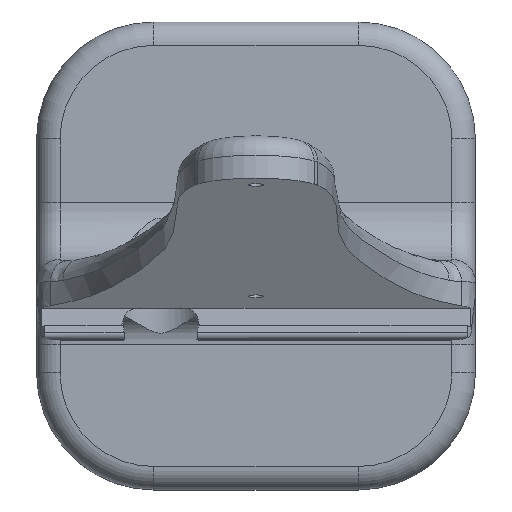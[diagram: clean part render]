
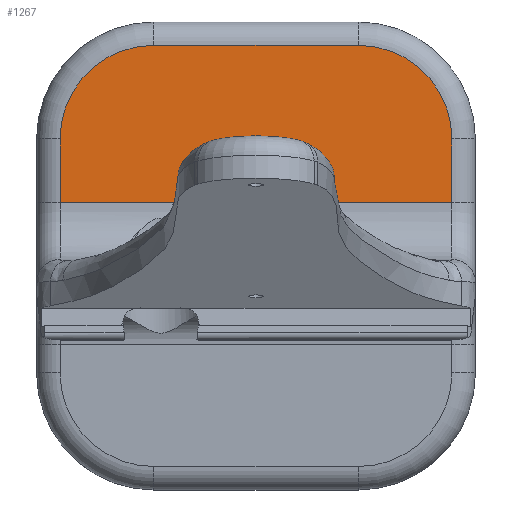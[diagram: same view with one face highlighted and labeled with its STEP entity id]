
A CAD part, top view. The second image highlights one B-rep face of the part: STEP entity #1267.
In plain terms, the highlighted planar face has unit normal (0, 0, 1).
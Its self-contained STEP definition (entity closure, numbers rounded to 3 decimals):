
#43=PLANE('',#1409);
#83=LINE('',#2559,#138);
#85=LINE('',#2571,#140);
#87=LINE('',#2583,#142);
#98=LINE('',#3091,#153);
#138=VECTOR('',#1502,10.);
#140=VECTOR('',#1516,10.);
#142=VECTOR('',#1530,10.);
#153=VECTOR('',#1591,10.);
#277=FACE_OUTER_BOUND('',#359,.T.);
#359=EDGE_LOOP('',(#1149,#1150,#1151,#1152,#1153,#1154));
#380=CIRCLE('',#1326,16.);
#384=CIRCLE('',#1332,16.);
#541=VERTEX_POINT('',#2549);
#543=VERTEX_POINT('',#2555);
#545=VERTEX_POINT('',#2561);
#547=VERTEX_POINT('',#2567);
#549=VERTEX_POINT('',#2573);
#551=VERTEX_POINT('',#2579);
#679=EDGE_CURVE('',#541,#543,#83,.T.);
#682=EDGE_CURVE('',#543,#545,#380,.T.);
#685=EDGE_CURVE('',#545,#547,#85,.T.);
#688=EDGE_CURVE('',#547,#549,#384,.T.);
#691=EDGE_CURVE('',#549,#551,#87,.T.);
#733=EDGE_CURVE('',#551,#541,#98,.T.);
#1149=ORIENTED_EDGE('',*,*,#679,.F.);
#1150=ORIENTED_EDGE('',*,*,#733,.F.);
#1151=ORIENTED_EDGE('',*,*,#691,.F.);
#1152=ORIENTED_EDGE('',*,*,#688,.F.);
#1153=ORIENTED_EDGE('',*,*,#685,.F.);
#1154=ORIENTED_EDGE('',*,*,#682,.F.);
#1267=ADVANCED_FACE('',(#277),#43,.T.);
#1326=AXIS2_PLACEMENT_3D('',#2565,#1509,#1510);
#1332=AXIS2_PLACEMENT_3D('',#2577,#1523,#1524);
#1409=AXIS2_PLACEMENT_3D('',#3354,#1715,#1716);
#1502=DIRECTION('',(0.,1.,0.));
#1509=DIRECTION('center_axis',(0.,0.,-1.));
#1510=DIRECTION('ref_axis',(-0.707,0.707,0.));
#1516=DIRECTION('',(1.,0.,0.));
#1523=DIRECTION('center_axis',(0.,0.,-1.));
#1524=DIRECTION('ref_axis',(0.707,0.707,0.));
#1530=DIRECTION('',(0.,-1.,0.));
#1591=DIRECTION('',(-1.,0.,0.));
#1715=DIRECTION('center_axis',(0.,0.,1.));
#1716=DIRECTION('ref_axis',(1.,0.,0.));
#2549=CARTESIAN_POINT('',(4.,49.141,8.));
#2555=CARTESIAN_POINT('',(4.,60.,8.));
#2559=CARTESIAN_POINT('',(4.,60.,8.));
#2561=CARTESIAN_POINT('',(20.,76.,8.));
#2565=CARTESIAN_POINT('Origin',(20.,60.,8.));
#2567=CARTESIAN_POINT('',(55.,76.,8.));
#2571=CARTESIAN_POINT('',(56.25,76.,8.));
#2573=CARTESIAN_POINT('',(71.,60.,8.));
#2577=CARTESIAN_POINT('Origin',(55.,60.,8.));
#2579=CARTESIAN_POINT('',(71.,49.141,8.));
#2583=CARTESIAN_POINT('',(71.,20.,8.));
#3091=CARTESIAN_POINT('',(56.25,49.141,8.));
#3354=CARTESIAN_POINT('Origin',(37.5,40.,8.));
